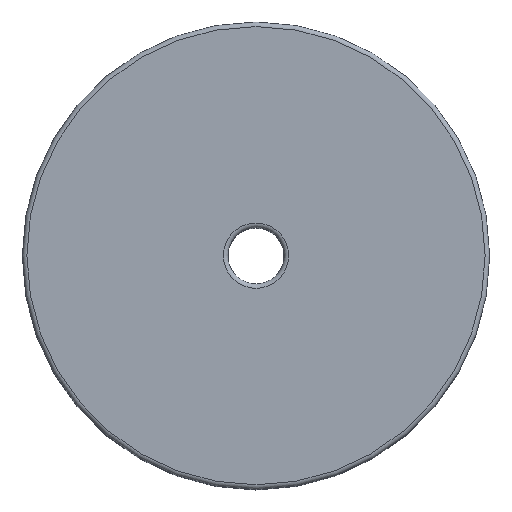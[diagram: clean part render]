
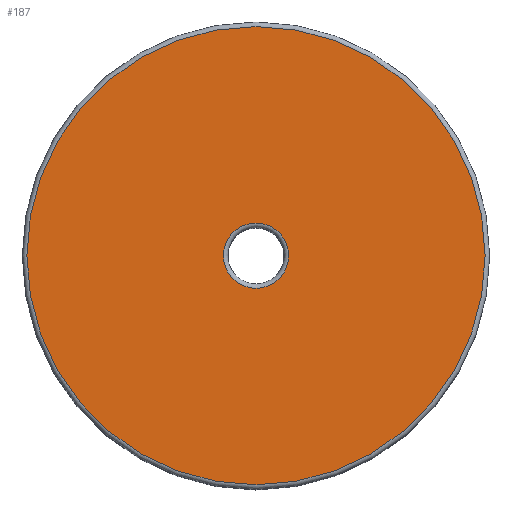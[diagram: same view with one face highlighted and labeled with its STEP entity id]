
A CAD part, top view. The second image highlights one B-rep face of the part: STEP entity #187.
In plain terms, the highlighted planar face has unit normal (0, 0, 1).
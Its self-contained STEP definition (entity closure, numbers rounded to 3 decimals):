
#12=DIRECTION('',(0.,0.,1.));
#26=DIRECTION('',(1.,0.,0.));
#29=DIRECTION('',(0.,0.,-1.));
#30=DIRECTION('',(-1.,0.,0.));
#158=VERTEX_POINT('',#159);
#159=CARTESIAN_POINT('',(21.455,0.,38.2));
#165=EDGE_CURVE('',#158,#158,#166,.T.);
#166=CIRCLE('',#167,3.55);
#167=AXIS2_PLACEMENT_3D('',#168,#12,#26);
#168=CARTESIAN_POINT('',(17.905,0.,38.2));
#176=VERTEX_POINT('',#177);
#177=CARTESIAN_POINT('',(42.805,0.,38.2));
#183=ORIENTED_EDGE('',*,*,#184,.F.);
#184=EDGE_CURVE('',#176,#176,#185,.T.);
#185=CIRCLE('',#167,24.9);
#187=ADVANCED_FACE('',(#188,#191),#193,.F.);
#188=FACE_BOUND('',#189,.F.);
#189=EDGE_LOOP('',(#190));
#190=ORIENTED_EDGE('',*,*,#165,.T.);
#191=FACE_BOUND('',#192,.F.);
#192=EDGE_LOOP('',(#183));
#193=PLANE('',#194);
#194=AXIS2_PLACEMENT_3D('',#195,#29,#30);
#195=CARTESIAN_POINT('',(43.305,0.,38.2));
